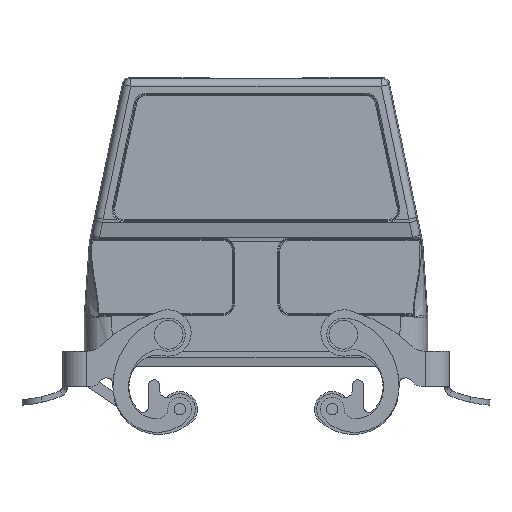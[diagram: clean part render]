
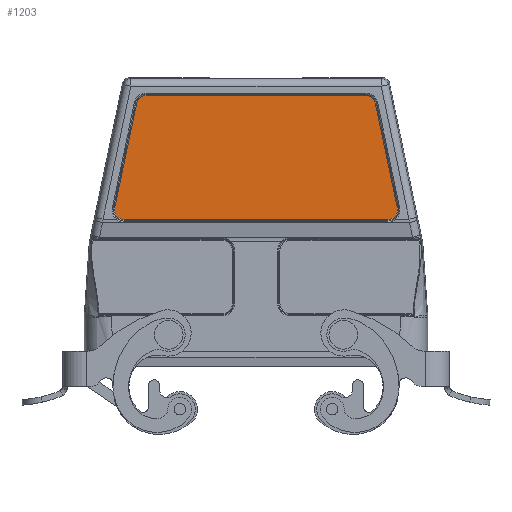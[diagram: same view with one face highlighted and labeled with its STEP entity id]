
A CAD part, front view. The second image highlights one B-rep face of the part: STEP entity #1203.
In plain terms, the highlighted planar face has unit normal (0, -1, 0).
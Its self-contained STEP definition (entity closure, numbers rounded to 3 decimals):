
#543=FACE_OUTER_BOUND('',#3906,.T.);
#1203=ADVANCED_FACE('',(#543),#1861,.T.);
#1861=PLANE('',#11009);
#2080=B_SPLINE_CURVE_WITH_KNOTS('',3,(#15648,#15649,#15650,#15651,#15652,
#15653,#15654,#15655,#15656,#15657),.UNSPECIFIED.,.F.,.F.,(4,2,2,2,4),(0.,
0.25,0.5,0.75,1.),.UNSPECIFIED.);
#2081=B_SPLINE_CURVE_WITH_KNOTS('',3,(#15661,#15662,#15663,#15664,#15665,
#15666,#15667,#15668,#15669,#15670),.UNSPECIFIED.,.F.,.F.,(4,2,2,2,4),(0.,
0.25,0.5,0.75,1.),.UNSPECIFIED.);
#2082=B_SPLINE_CURVE_WITH_KNOTS('',3,(#15674,#15675,#15676,#15677,#15678,
#15679),.UNSPECIFIED.,.F.,.F.,(4,2,4),(0.,0.5,1.),.UNSPECIFIED.);
#2083=B_SPLINE_CURVE_WITH_KNOTS('',3,(#15683,#15684,#15685,#15686,#15687,
#15688),.UNSPECIFIED.,.F.,.F.,(4,2,4),(0.,0.5,1.),.UNSPECIFIED.);
#2498=LINE('',#15645,#3093);
#2499=LINE('',#15659,#3094);
#2500=LINE('',#15672,#3095);
#2501=LINE('',#15681,#3096);
#3093=VECTOR('',#12251,1.);
#3094=VECTOR('',#12252,1.);
#3095=VECTOR('',#12253,1.);
#3096=VECTOR('',#12254,1.);
#3906=EDGE_LOOP('',(#4866,#4867,#4868,#4869,#4870,#4871,#4872,#4873));
#4866=ORIENTED_EDGE('',*,*,#9057,.T.);
#4867=ORIENTED_EDGE('',*,*,#9058,.T.);
#4868=ORIENTED_EDGE('',*,*,#9059,.T.);
#4869=ORIENTED_EDGE('',*,*,#9060,.T.);
#4870=ORIENTED_EDGE('',*,*,#9061,.T.);
#4871=ORIENTED_EDGE('',*,*,#9062,.T.);
#4872=ORIENTED_EDGE('',*,*,#9063,.T.);
#4873=ORIENTED_EDGE('',*,*,#9064,.T.);
#8010=VERTEX_POINT('',#15646);
#8011=VERTEX_POINT('',#15647);
#8012=VERTEX_POINT('',#15658);
#8013=VERTEX_POINT('',#15660);
#8014=VERTEX_POINT('',#15671);
#8015=VERTEX_POINT('',#15673);
#8016=VERTEX_POINT('',#15680);
#8017=VERTEX_POINT('',#15682);
#9057=EDGE_CURVE('',#8010,#8011,#2498,.T.);
#9058=EDGE_CURVE('',#8011,#8012,#2080,.T.);
#9059=EDGE_CURVE('',#8012,#8013,#2499,.T.);
#9060=EDGE_CURVE('',#8013,#8014,#2081,.T.);
#9061=EDGE_CURVE('',#8014,#8015,#2500,.T.);
#9062=EDGE_CURVE('',#8015,#8016,#2082,.T.);
#9063=EDGE_CURVE('',#8016,#8017,#2501,.T.);
#9064=EDGE_CURVE('',#8017,#8010,#2083,.T.);
#11009=AXIS2_PLACEMENT_3D('',#15689,#12255,#12256);
#12251=DIRECTION('',(-0.204,0.,0.979));
#12252=DIRECTION('',(-1.,0.,0.));
#12253=DIRECTION('',(-0.204,0.,-0.979));
#12254=DIRECTION('',(1.,0.,0.));
#12255=DIRECTION('',(0.,-1.,0.));
#12256=DIRECTION('',(1.,0.,0.));
#15645=CARTESIAN_POINT('',(32.484,-21.499,-7.014));
#15646=CARTESIAN_POINT('',(38.431,-21.499,-35.485));
#15647=CARTESIAN_POINT('',(32.484,-21.499,-7.014));
#15648=CARTESIAN_POINT('',(32.484,-21.499,-7.014));
#15649=CARTESIAN_POINT('',(32.428,-21.499,-6.745));
#15650=CARTESIAN_POINT('',(32.342,-21.499,-6.499));
#15651=CARTESIAN_POINT('',(32.028,-21.499,-5.952));
#15652=CARTESIAN_POINT('',(31.79,-21.499,-5.667));
#15653=CARTESIAN_POINT('',(31.256,-21.499,-5.244));
#15654=CARTESIAN_POINT('',(30.922,-21.499,-5.079));
#15655=CARTESIAN_POINT('',(30.361,-21.499,-4.907));
#15656=CARTESIAN_POINT('',(30.122,-21.499,-4.875));
#15657=CARTESIAN_POINT('',(29.852,-21.499,-4.875));
#15658=CARTESIAN_POINT('',(29.852,-21.499,-4.875));
#15659=CARTESIAN_POINT('',(-29.852,-21.499,-4.875));
#15660=CARTESIAN_POINT('',(-29.852,-21.499,-4.875));
#15661=CARTESIAN_POINT('',(-29.852,-21.499,-4.875));
#15662=CARTESIAN_POINT('',(-30.127,-21.499,-4.875));
#15663=CARTESIAN_POINT('',(-30.385,-21.499,-4.909));
#15664=CARTESIAN_POINT('',(-30.985,-21.499,-5.104));
#15665=CARTESIAN_POINT('',(-31.312,-21.499,-5.279));
#15666=CARTESIAN_POINT('',(-31.835,-21.499,-5.715));
#15667=CARTESIAN_POINT('',(-32.065,-21.499,-6.008));
#15668=CARTESIAN_POINT('',(-32.348,-21.499,-6.522));
#15669=CARTESIAN_POINT('',(-32.429,-21.499,-6.75));
#15670=CARTESIAN_POINT('',(-32.484,-21.499,-7.014));
#15671=CARTESIAN_POINT('',(-32.484,-21.499,-7.014));
#15672=CARTESIAN_POINT('',(-38.431,-21.499,-35.485));
#15673=CARTESIAN_POINT('',(-38.431,-21.499,-35.485));
#15674=CARTESIAN_POINT('',(-38.431,-21.499,-35.485));
#15675=CARTESIAN_POINT('',(-38.595,-21.499,-36.27));
#15676=CARTESIAN_POINT('',(-38.387,-21.499,-37.12));
#15677=CARTESIAN_POINT('',(-37.391,-21.499,-38.346));
#15678=CARTESIAN_POINT('',(-36.602,-21.499,-38.723));
#15679=CARTESIAN_POINT('',(-35.799,-21.499,-38.724));
#15680=CARTESIAN_POINT('',(-35.799,-21.499,-38.724));
#15681=CARTESIAN_POINT('',(35.799,-21.499,-38.724));
#15682=CARTESIAN_POINT('',(35.799,-21.499,-38.724));
#15683=CARTESIAN_POINT('',(35.799,-21.499,-38.724));
#15684=CARTESIAN_POINT('',(36.601,-21.499,-38.723));
#15685=CARTESIAN_POINT('',(37.39,-21.499,-38.346));
#15686=CARTESIAN_POINT('',(38.386,-21.499,-37.121));
#15687=CARTESIAN_POINT('',(38.595,-21.499,-36.271));
#15688=CARTESIAN_POINT('',(38.431,-21.499,-35.485));
#15689=CARTESIAN_POINT('',(0.,-21.499,0.));
